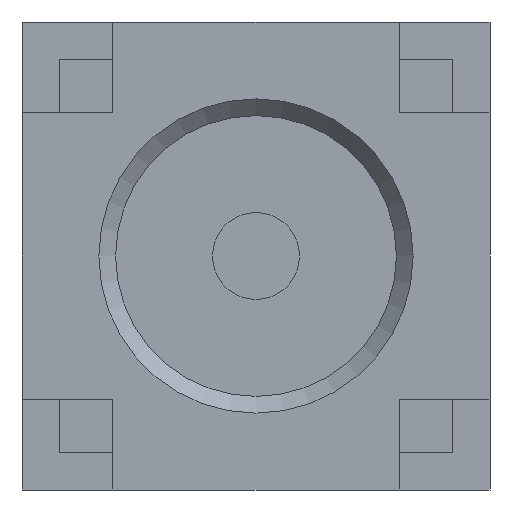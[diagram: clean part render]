
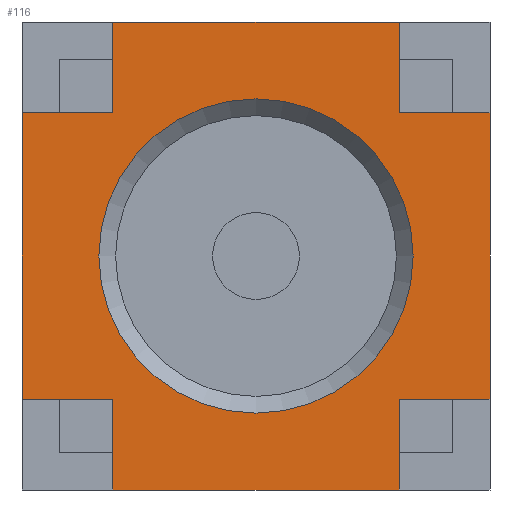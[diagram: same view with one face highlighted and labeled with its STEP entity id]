
A CAD part, left-side view. The second image highlights one B-rep face of the part: STEP entity #116.
In plain terms, the highlighted planar face has unit normal (-1, 0, 0).
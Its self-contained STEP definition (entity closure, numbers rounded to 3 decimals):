
#116=ADVANCED_FACE('',(#728,#730),#732,.T.);
#728=FACE_BOUND('',#729,.T.);
#729=EDGE_LOOP('',(#1218,#1219,#1220,#1221,#1222,#1223,#1224,#1225,#1226,#1227,#1228,
#1229));
#730=FACE_BOUND('',#731,.T.);
#731=EDGE_LOOP('',(#1230));
#732=PLANE('',#733);
#733=AXIS2_PLACEMENT_3D('',#734,#735,#736);
#734=CARTESIAN_POINT('',(-1.5,0.,0.));
#735=DIRECTION('',(-1.,0.,0.));
#736=DIRECTION('',(0.,0.,-1.));
#1218=ORIENTED_EDGE('',*,*,#1491,.F.);
#1219=ORIENTED_EDGE('',*,*,#1492,.F.);
#1220=ORIENTED_EDGE('',*,*,#1493,.T.);
#1221=ORIENTED_EDGE('',*,*,#1494,.F.);
#1222=ORIENTED_EDGE('',*,*,#1495,.F.);
#1223=ORIENTED_EDGE('',*,*,#1496,.T.);
#1224=ORIENTED_EDGE('',*,*,#1497,.F.);
#1225=ORIENTED_EDGE('',*,*,#1498,.F.);
#1226=ORIENTED_EDGE('',*,*,#1499,.T.);
#1227=ORIENTED_EDGE('',*,*,#1500,.F.);
#1228=ORIENTED_EDGE('',*,*,#1501,.F.);
#1229=ORIENTED_EDGE('',*,*,#1502,.T.);
#1230=ORIENTED_EDGE('',*,*,#1484,.T.);
#1484=EDGE_CURVE('',#1631,#1631,#1632,.F.);
#1491=EDGE_CURVE('',#1645,#1646,#1647,.T.);
#1492=EDGE_CURVE('',#1648,#1645,#1649,.T.);
#1493=EDGE_CURVE('',#1648,#1650,#1651,.T.);
#1494=EDGE_CURVE('',#1652,#1650,#1653,.T.);
#1495=EDGE_CURVE('',#1654,#1652,#1655,.T.);
#1496=EDGE_CURVE('',#1654,#1656,#1657,.T.);
#1497=EDGE_CURVE('',#1658,#1656,#1659,.T.);
#1498=EDGE_CURVE('',#1660,#1658,#1661,.T.);
#1499=EDGE_CURVE('',#1660,#1662,#1663,.T.);
#1500=EDGE_CURVE('',#1664,#1662,#1665,.T.);
#1501=EDGE_CURVE('',#1666,#1664,#1667,.T.);
#1502=EDGE_CURVE('',#1666,#1646,#1668,.T.);
#1631=VERTEX_POINT('',#1894);
#1632=CIRCLE('',#1895,2.35);
#1645=VERTEX_POINT('',#1929);
#1646=VERTEX_POINT('',#1930);
#1647=LINE('',#1931,#1932);
#1648=VERTEX_POINT('',#1934);
#1649=LINE('',#1935,#1936);
#1650=VERTEX_POINT('',#1938);
#1651=LINE('',#1939,#1940);
#1652=VERTEX_POINT('',#1942);
#1653=LINE('',#1943,#1944);
#1654=VERTEX_POINT('',#1946);
#1655=LINE('',#1947,#1948);
#1656=VERTEX_POINT('',#1950);
#1657=LINE('',#1951,#1952);
#1658=VERTEX_POINT('',#1954);
#1659=LINE('',#1955,#1956);
#1660=VERTEX_POINT('',#1958);
#1661=LINE('',#1959,#1960);
#1662=VERTEX_POINT('',#1962);
#1663=LINE('',#1963,#1964);
#1664=VERTEX_POINT('',#1966);
#1665=LINE('',#1967,#1968);
#1666=VERTEX_POINT('',#1970);
#1667=LINE('',#1971,#1972);
#1668=LINE('',#1974,#1975);
#1894=CARTESIAN_POINT('',(-1.5,0.,-2.35));
#1895=AXIS2_PLACEMENT_3D('',#1896,#1897,#1898);
#1896=CARTESIAN_POINT('',(-1.5,0.,0.));
#1897=DIRECTION('',(-1.,0.,0.));
#1898=DIRECTION('',(0.,0.,-1.));
#1929=CARTESIAN_POINT('',(-1.5,2.14,2.14));
#1930=CARTESIAN_POINT('',(-1.5,2.14,3.5));
#1931=CARTESIAN_POINT('',(-1.5,2.14,2.14));
#1932=VECTOR('',#1933,1.);
#1933=DIRECTION('',(0.,0.,1.));
#1934=CARTESIAN_POINT('',(-1.5,3.5,2.14));
#1935=CARTESIAN_POINT('',(-1.5,3.5,2.14));
#1936=VECTOR('',#1937,1.);
#1937=DIRECTION('',(0.,-1.,0.));
#1938=CARTESIAN_POINT('',(-1.5,3.5,-2.14));
#1939=CARTESIAN_POINT('',(-1.5,3.5,2.14));
#1940=VECTOR('',#1941,1.);
#1941=DIRECTION('',(0.,0.,-1.));
#1942=CARTESIAN_POINT('',(-1.5,2.14,-2.14));
#1943=CARTESIAN_POINT('',(-1.5,2.14,-2.14));
#1944=VECTOR('',#1945,1.);
#1945=DIRECTION('',(0.,1.,0.));
#1946=CARTESIAN_POINT('',(-1.5,2.14,-3.5));
#1947=CARTESIAN_POINT('',(-1.5,2.14,-3.5));
#1948=VECTOR('',#1949,1.);
#1949=DIRECTION('',(0.,0.,1.));
#1950=CARTESIAN_POINT('',(-1.5,-2.14,-3.5));
#1951=CARTESIAN_POINT('',(-1.5,2.14,-3.5));
#1952=VECTOR('',#1953,1.);
#1953=DIRECTION('',(0.,-1.,0.));
#1954=CARTESIAN_POINT('',(-1.5,-2.14,-2.14));
#1955=CARTESIAN_POINT('',(-1.5,-2.14,-2.14));
#1956=VECTOR('',#1957,1.);
#1957=DIRECTION('',(0.,0.,-1.));
#1958=CARTESIAN_POINT('',(-1.5,-3.5,-2.14));
#1959=CARTESIAN_POINT('',(-1.5,-3.5,-2.14));
#1960=VECTOR('',#1961,1.);
#1961=DIRECTION('',(0.,1.,0.));
#1962=CARTESIAN_POINT('',(-1.5,-3.5,2.14));
#1963=CARTESIAN_POINT('',(-1.5,-3.5,-2.14));
#1964=VECTOR('',#1965,1.);
#1965=DIRECTION('',(0.,0.,1.));
#1966=CARTESIAN_POINT('',(-1.5,-2.14,2.14));
#1967=CARTESIAN_POINT('',(-1.5,-2.14,2.14));
#1968=VECTOR('',#1969,1.);
#1969=DIRECTION('',(0.,-1.,0.));
#1970=CARTESIAN_POINT('',(-1.5,-2.14,3.5));
#1971=CARTESIAN_POINT('',(-1.5,-2.14,3.5));
#1972=VECTOR('',#1973,1.);
#1973=DIRECTION('',(0.,0.,-1.));
#1974=CARTESIAN_POINT('',(-1.5,-2.14,3.5));
#1975=VECTOR('',#1976,1.);
#1976=DIRECTION('',(0.,1.,0.));
